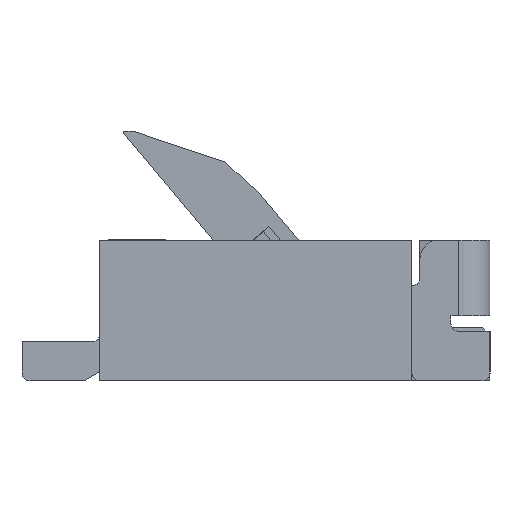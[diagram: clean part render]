
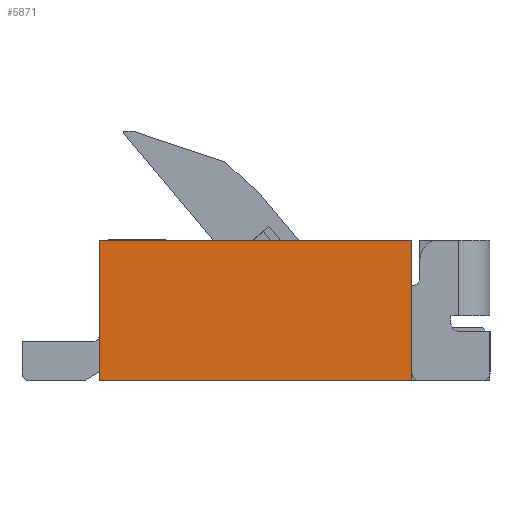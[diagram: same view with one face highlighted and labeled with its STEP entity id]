
A CAD part, left-side view. The second image highlights one B-rep face of the part: STEP entity #5871.
In plain terms, the highlighted face is planar.
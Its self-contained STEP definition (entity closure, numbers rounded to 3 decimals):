
#285=FACE_OUTER_BOUND('',#608,.T.);
#608=EDGE_LOOP('',(#4047,#4048,#4049,#4050));
#922=LINE('',#8487,#1671);
#959=LINE('',#8560,#1708);
#985=LINE('',#8610,#1734);
#1011=LINE('',#8657,#1760);
#1671=VECTOR('',#6817,1.);
#1708=VECTOR('',#6870,1.);
#1734=VECTOR('',#6914,1.);
#1760=VECTOR('',#6960,1.);
#2417=VERTEX_POINT('',#8484);
#2418=VERTEX_POINT('',#8486);
#2446=VERTEX_POINT('',#8558);
#2461=VERTEX_POINT('',#8609);
#2996=EDGE_CURVE('',#2417,#2418,#922,.T.);
#3033=EDGE_CURVE('',#2446,#2417,#959,.T.);
#3059=EDGE_CURVE('',#2418,#2461,#985,.T.);
#3085=EDGE_CURVE('',#2461,#2446,#1011,.T.);
#4047=ORIENTED_EDGE('',*,*,#3085,.F.);
#4048=ORIENTED_EDGE('',*,*,#3059,.F.);
#4049=ORIENTED_EDGE('',*,*,#2996,.F.);
#4050=ORIENTED_EDGE('',*,*,#3033,.F.);
#5606=PLANE('',#6358);
#5871=ADVANCED_FACE('',(#285),#5606,.F.);
#6358=AXIS2_PLACEMENT_3D('',#8662,#6967,#6968);
#6817=DIRECTION('',(0.,-1.,0.));
#6870=DIRECTION('',(-1.,0.,0.));
#6914=DIRECTION('',(1.,0.,0.));
#6960=DIRECTION('',(0.,1.,0.));
#6967=DIRECTION('center_axis',(0.,0.,1.));
#6968=DIRECTION('ref_axis',(1.,0.,0.));
#8484=CARTESIAN_POINT('',(1.202,-0.008,-0.4));
#8486=CARTESIAN_POINT('',(1.202,-0.908,-0.4));
#8487=CARTESIAN_POINT('',(1.202,0.012,-0.4));
#8558=CARTESIAN_POINT('',(3.202,-0.008,-0.4));
#8560=CARTESIAN_POINT('',(3.202,-0.008,-0.4));
#8609=CARTESIAN_POINT('',(3.202,-0.908,-0.4));
#8610=CARTESIAN_POINT('',(1.202,-0.908,-0.4));
#8657=CARTESIAN_POINT('',(3.202,-0.908,-0.4));
#8662=CARTESIAN_POINT('Origin',(3.202,-0.908,-0.4));
